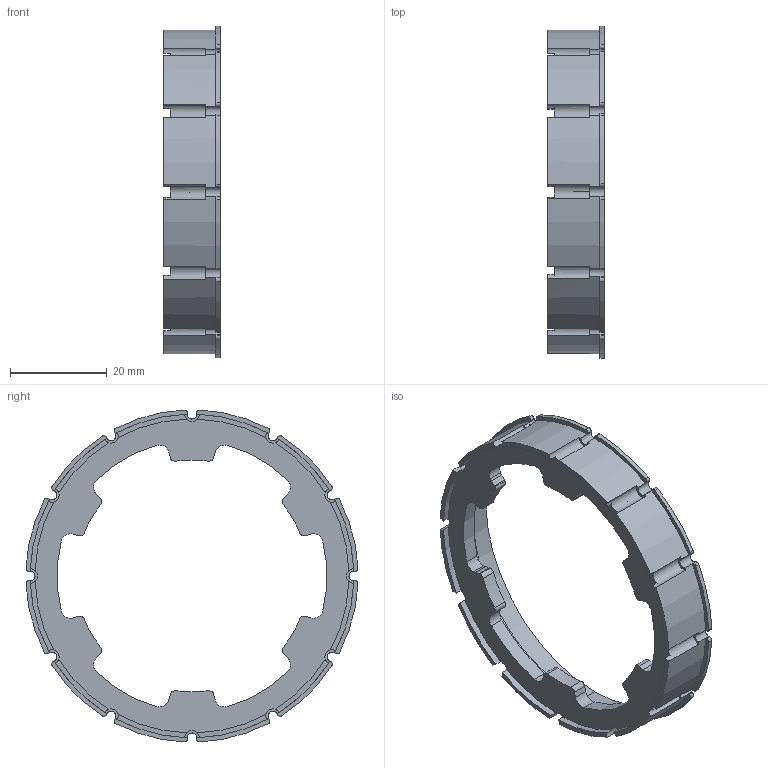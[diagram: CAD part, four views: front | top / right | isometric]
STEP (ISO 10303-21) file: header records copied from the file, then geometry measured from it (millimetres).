
FILE_DESCRIPTION (( 'STEP AP214' ), '1' );
FILE_NAME ('p1203_springStop.STEP', '2019-01-08T00:54:14', ( 'CAEN' ), ( 'University of Michigan' ), 'SwSTEP 2.0', 'SolidWorks 2018', '' );
FILE_SCHEMA (( 'AUTOMOTIVE_DESIGN' ));
Length unit declared in the file: millimetre
Products named in the file (1): p1203_springStop
Bounding box: 11.71 x 68.72 x 68.72 mm (x, y, z)
Volume: 7089.2 mm3; surface area: 7843.1 mm2
Topology: 1 solids, 1 shells, 213 faces, 627 edges, 418 vertices
Faces by surface type: cylinder 161, plane 52
Entity records: 7373 total; most frequent: DIRECTION 1449, CARTESIAN_POINT 1259, ORIENTED_EDGE 1254, EDGE_CURVE 627, AXIS2_PLACEMENT_3D 608, VERTEX_POINT 418, CIRCLE 394, LINE 233
